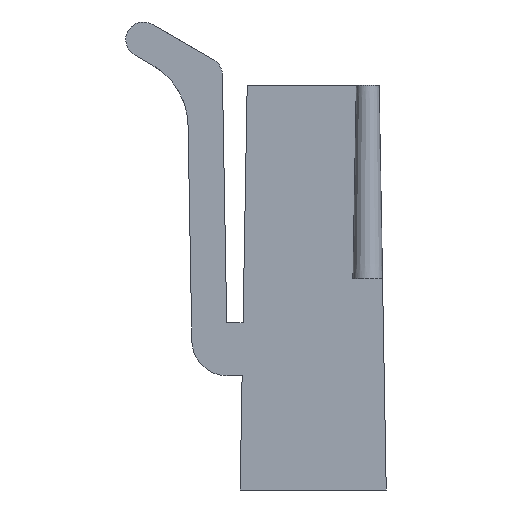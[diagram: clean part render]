
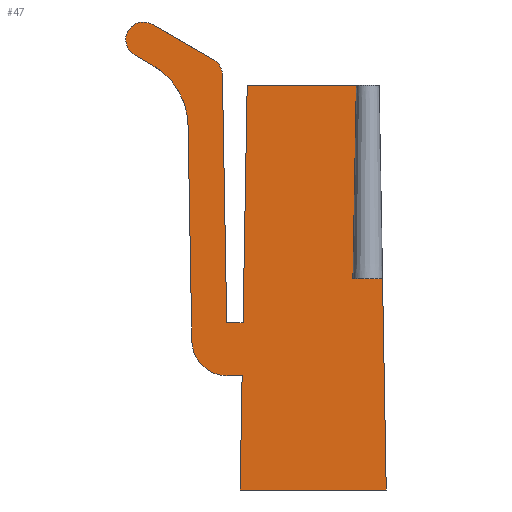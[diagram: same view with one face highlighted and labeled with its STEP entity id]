
A CAD part, left-side view. The second image highlights one B-rep face of the part: STEP entity #47.
In plain terms, the highlighted planar face has unit normal (-1, 0, 0.018).
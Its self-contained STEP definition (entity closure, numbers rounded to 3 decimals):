
#47=ADVANCED_FACE('',(#97),#75,.T.);
#75=PLANE('',#643);
#97=FACE_OUTER_BOUND('',#124,.T.);
#124=EDGE_LOOP('',(#199,#200,#201,#202,#203,#204,#205,#206,#207,#208,#209,
#210,#211,#212,#213,#214,#215));
#158=ELLIPSE('',#639,1.,1.);
#159=ELLIPSE('',#640,1.,1.);
#160=ELLIPSE('',#641,4.001,4.);
#161=ELLIPSE('',#642,2.,2.);
#199=ORIENTED_EDGE('',*,*,#431,.T.);
#200=ORIENTED_EDGE('',*,*,#432,.F.);
#201=ORIENTED_EDGE('',*,*,#433,.F.);
#202=ORIENTED_EDGE('',*,*,#434,.T.);
#203=ORIENTED_EDGE('',*,*,#435,.F.);
#204=ORIENTED_EDGE('',*,*,#436,.T.);
#205=ORIENTED_EDGE('',*,*,#437,.T.);
#206=ORIENTED_EDGE('',*,*,#438,.F.);
#207=ORIENTED_EDGE('',*,*,#439,.T.);
#208=ORIENTED_EDGE('',*,*,#440,.T.);
#209=ORIENTED_EDGE('',*,*,#441,.T.);
#210=ORIENTED_EDGE('',*,*,#442,.T.);
#211=ORIENTED_EDGE('',*,*,#443,.F.);
#212=ORIENTED_EDGE('',*,*,#444,.F.);
#213=ORIENTED_EDGE('',*,*,#445,.T.);
#214=ORIENTED_EDGE('',*,*,#446,.F.);
#215=ORIENTED_EDGE('',*,*,#447,.T.);
#373=VERTEX_POINT('',#908);
#374=VERTEX_POINT('',#909);
#375=VERTEX_POINT('',#911);
#376=VERTEX_POINT('',#913);
#377=VERTEX_POINT('',#915);
#378=VERTEX_POINT('',#917);
#379=VERTEX_POINT('',#919);
#380=VERTEX_POINT('',#921);
#381=VERTEX_POINT('',#923);
#382=VERTEX_POINT('',#925);
#383=VERTEX_POINT('',#927);
#384=VERTEX_POINT('',#929);
#385=VERTEX_POINT('',#931);
#386=VERTEX_POINT('',#933);
#387=VERTEX_POINT('',#935);
#388=VERTEX_POINT('',#937);
#389=VERTEX_POINT('',#939);
#431=EDGE_CURVE('',#373,#374,#510,.T.);
#432=EDGE_CURVE('',#375,#374,#511,.T.);
#433=EDGE_CURVE('',#376,#375,#512,.T.);
#434=EDGE_CURVE('',#376,#377,#158,.T.);
#435=EDGE_CURVE('',#378,#377,#513,.T.);
#436=EDGE_CURVE('',#378,#379,#159,.T.);
#437=EDGE_CURVE('',#379,#380,#514,.T.);
#438=EDGE_CURVE('',#381,#380,#160,.T.);
#439=EDGE_CURVE('',#381,#382,#515,.T.);
#440=EDGE_CURVE('',#382,#383,#161,.T.);
#441=EDGE_CURVE('',#383,#384,#516,.T.);
#442=EDGE_CURVE('',#384,#385,#517,.T.);
#443=EDGE_CURVE('',#386,#385,#518,.T.);
#444=EDGE_CURVE('',#387,#386,#519,.T.);
#445=EDGE_CURVE('',#387,#388,#520,.T.);
#446=EDGE_CURVE('',#389,#388,#521,.T.);
#447=EDGE_CURVE('',#389,#373,#522,.T.);
#510=LINE('',#907,#583);
#511=LINE('',#910,#584);
#512=LINE('',#912,#585);
#513=LINE('',#916,#586);
#514=LINE('',#920,#587);
#515=LINE('',#924,#588);
#516=LINE('',#928,#589);
#517=LINE('',#930,#590);
#518=LINE('',#932,#591);
#519=LINE('',#934,#592);
#520=LINE('',#936,#593);
#521=LINE('',#938,#594);
#522=LINE('',#940,#595);
#583=VECTOR('',#723,1.);
#584=VECTOR('',#724,1.);
#585=VECTOR('',#725,1.);
#586=VECTOR('',#728,1.);
#587=VECTOR('',#731,1.);
#588=VECTOR('',#734,1.);
#589=VECTOR('',#737,1.);
#590=VECTOR('',#738,1.);
#591=VECTOR('',#739,1.);
#592=VECTOR('',#740,1.);
#593=VECTOR('',#741,1.);
#594=VECTOR('',#742,1.);
#595=VECTOR('',#743,1.);
#639=AXIS2_PLACEMENT_3D('',#914,#726,#727);
#640=AXIS2_PLACEMENT_3D('',#918,#729,#730);
#641=AXIS2_PLACEMENT_3D('',#922,#732,#733);
#642=AXIS2_PLACEMENT_3D('',#926,#735,#736);
#643=AXIS2_PLACEMENT_3D('',#941,#744,#745);
#723=DIRECTION('',(-0.017,0.017,-1.));
#724=DIRECTION('',(0.,-1.,0.));
#725=DIRECTION('',(-0.017,-0.017,-1.));
#726=DIRECTION('',(-1.,0.,0.017));
#727=DIRECTION('',(0.017,0.,1.));
#728=DIRECTION('',(-0.009,-0.866,-0.5));
#729=DIRECTION('',(-1.,0.,0.017));
#730=DIRECTION('',(0.017,0.,1.));
#731=DIRECTION('',(-0.009,-0.866,-0.5));
#732=DIRECTION('',(-1.,0.,0.017));
#733=DIRECTION('',(0.017,0.,1.));
#734=DIRECTION('',(-0.017,-0.017,-1.));
#735=DIRECTION('',(-1.,0.,0.017));
#736=DIRECTION('',(0.017,0.,1.));
#737=DIRECTION('',(0.,-1.,0.));
#738=DIRECTION('',(-0.017,0.017,-1.));
#739=DIRECTION('',(0.,1.,0.));
#740=DIRECTION('',(-0.017,-0.017,-1.));
#741=DIRECTION('',(0.,1.,0.));
#742=DIRECTION('',(-0.017,0.017,-1.));
#743=DIRECTION('',(0.,1.,0.));
#744=DIRECTION('',(-1.,0.,0.017));
#745=DIRECTION('',(-0.017,0.,-1.));
#907=CARTESIAN_POINT('',(-4.,3.75,1.5));
#908=CARTESIAN_POINT('',(-4.,3.75,1.5));
#909=CARTESIAN_POINT('',(-4.236,3.986,-12.));
#910=CARTESIAN_POINT('',(-4.236,4.547,-12.));
#911=CARTESIAN_POINT('',(-4.236,4.914,-12.));
#912=CARTESIAN_POINT('',(-4.108,5.042,-4.715));
#913=CARTESIAN_POINT('',(-3.989,5.161,2.103));
#914=CARTESIAN_POINT('',(-3.99,6.16,2.085));
#915=CARTESIAN_POINT('',(-3.975,5.66,2.951));
#916=CARTESIAN_POINT('',(-3.957,7.405,3.958));
#917=CARTESIAN_POINT('',(-3.94,9.15,4.966));
#918=CARTESIAN_POINT('',(-3.955,9.65,4.1));
#919=CARTESIAN_POINT('',(-3.97,10.15,3.234));
#920=CARTESIAN_POINT('',(-3.975,9.63,2.934));
#921=CARTESIAN_POINT('',(-3.98,9.11,2.634));
#922=CARTESIAN_POINT('',(-4.041,11.11,-0.83));
#923=CARTESIAN_POINT('',(-4.039,7.111,-0.761));
#924=CARTESIAN_POINT('',(-4.147,7.004,-6.895));
#925=CARTESIAN_POINT('',(-4.254,6.897,-13.035));
#926=CARTESIAN_POINT('',(-4.253,4.897,-13.));
#927=CARTESIAN_POINT('',(-4.288,4.897,-15.));
#928=CARTESIAN_POINT('',(-4.288,4.722,-15.));
#929=CARTESIAN_POINT('',(-4.288,4.038,-15.));
#930=CARTESIAN_POINT('',(-4.,3.75,1.486));
#931=CARTESIAN_POINT('',(-4.401,4.151,-21.5));
#932=CARTESIAN_POINT('',(-4.401,4.547,-21.5));
#933=CARTESIAN_POINT('',(-4.401,-4.151,-21.5));
#934=CARTESIAN_POINT('',(-4.205,-3.955,-10.242));
#935=CARTESIAN_POINT('',(-4.192,-3.942,-9.5));
#936=CARTESIAN_POINT('',(-4.192,-3.1,-9.5));
#937=CARTESIAN_POINT('',(-4.192,-2.258,-9.5));
#938=CARTESIAN_POINT('',(-4.002,-2.448,1.378));
#939=CARTESIAN_POINT('',(-4.,-2.45,1.5));
#940=CARTESIAN_POINT('',(-4.,4.547,1.5));
#941=CARTESIAN_POINT('',(-4.,4.547,1.5));
